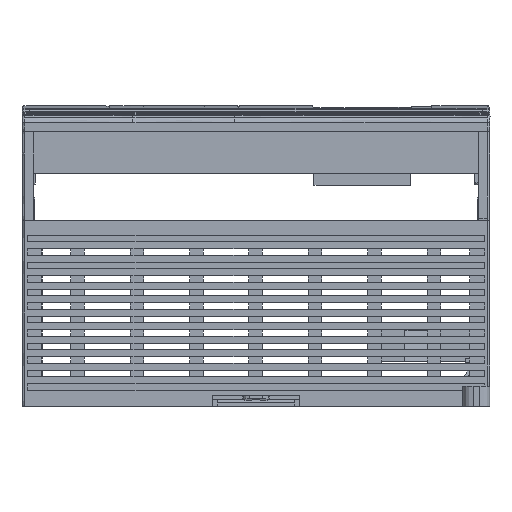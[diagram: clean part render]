
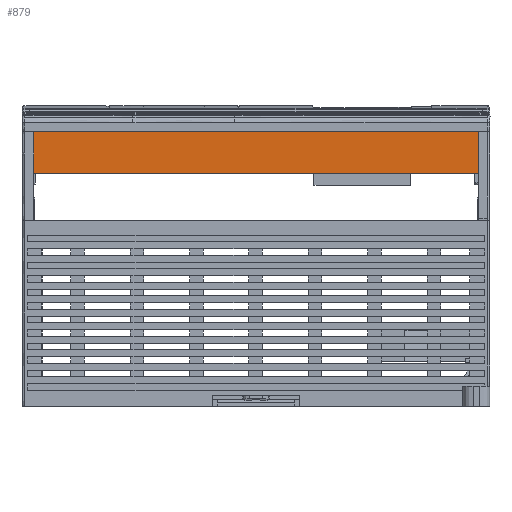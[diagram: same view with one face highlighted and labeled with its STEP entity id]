
A CAD part, front view. The second image highlights one B-rep face of the part: STEP entity #879.
In plain terms, the highlighted free-form (B-spline) face has degree [1, 1] with [2, 2] control points.
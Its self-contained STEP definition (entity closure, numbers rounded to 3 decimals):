
#879=ADVANCED_FACE('',(#4006),#118004,.T.);
#4006=FACE_OUTER_BOUND('',#7155,.T.);
#7155=EDGE_LOOP('',(#12295,#12296,#12297,#12298));
#12295=ORIENTED_EDGE('',*,*,#77439,.F.);
#12296=ORIENTED_EDGE('',*,*,#76707,.F.);
#12297=ORIENTED_EDGE('',*,*,#77444,.T.);
#12298=ORIENTED_EDGE('',*,*,#77398,.F.);
#31214=PCURVE('',#117839,#49507);
#32449=PCURVE('',#117994,#50742);
#32506=PCURVE('',#118003,#50799);
#32514=PCURVE('',#118004,#50807);
#32515=PCURVE('',#118004,#50808);
#32516=PCURVE('',#118004,#50809);
#32517=PCURVE('',#118004,#50810);
#32959=PCURVE('',#118063,#51252);
#49507=DEFINITIONAL_REPRESENTATION('',(#86374),#227583);
#50742=DEFINITIONAL_REPRESENTATION('',(#88111),#227583);
#50799=DEFINITIONAL_REPRESENTATION('',(#88207),#227583);
#50807=DEFINITIONAL_REPRESENTATION('',(#88217),#227583);
#50808=DEFINITIONAL_REPRESENTATION('',(#88218),#227583);
#50809=DEFINITIONAL_REPRESENTATION('',(#88220),#227583);
#50810=DEFINITIONAL_REPRESENTATION('',(#88221),#227583);
#51252=DEFINITIONAL_REPRESENTATION('',(#88824),#227583);
#67559=SURFACE_CURVE('',#86373,(#31214,#32515),.PCURVE_S1.);
#68250=SURFACE_CURVE('',#88110,(#32449,#32517),.PCURVE_S1.);
#68291=SURFACE_CURVE('',#88206,(#32506,#32514),.PCURVE_S1.);
#68296=SURFACE_CURVE('',#88219,(#32516,#32959),.PCURVE_S1.);
#76707=EDGE_CURVE('',#111273,#111274,#67559,.T.);
#77398=EDGE_CURVE('',#111754,#111755,#68250,.T.);
#77439=EDGE_CURVE('',#111274,#111754,#68291,.T.);
#77444=EDGE_CURVE('',#111273,#111755,#68296,.T.);
#86373=B_SPLINE_CURVE_WITH_KNOTS('',1,(#137640,#137641),.UNSPECIFIED.,.F.,
 .F.,(2,2),(-131.9,0.),.UNSPECIFIED.);
#86374=B_SPLINE_CURVE_WITH_KNOTS('',1,(#137642,#137643),.UNSPECIFIED.,.F.,
 .F.,(2,2),(-131.9,0.),.UNSPECIFIED.);
#88110=B_SPLINE_CURVE_WITH_KNOTS('',1,(#144573,#144574),.UNSPECIFIED.,.F.,
 .F.,(2,2),(-131.9,0.),.UNSPECIFIED.);
#88111=B_SPLINE_CURVE_WITH_KNOTS('',1,(#144575,#144576),.UNSPECIFIED.,.F.,
 .F.,(2,2),(-131.9,0.),.UNSPECIFIED.);
#88206=B_SPLINE_CURVE_WITH_KNOTS('',1,(#144795,#144796),.UNSPECIFIED.,.F.,
 .F.,(2,2),(-13.631,0.),.UNSPECIFIED.);
#88207=B_SPLINE_CURVE_WITH_KNOTS('',1,(#144797,#144798),.UNSPECIFIED.,.F.,
 .F.,(2,2),(-13.631,0.),.UNSPECIFIED.);
#88217=B_SPLINE_CURVE_WITH_KNOTS('',1,(#144823,#144824),.UNSPECIFIED.,.F.,
 .F.,(2,2),(-13.631,0.),.UNSPECIFIED.);
#88218=B_SPLINE_CURVE_WITH_KNOTS('',1,(#144825,#144826),.UNSPECIFIED.,.F.,
 .F.,(2,2),(-131.9,0.),.UNSPECIFIED.);
#88219=B_SPLINE_CURVE_WITH_KNOTS('',1,(#144827,#144828),.UNSPECIFIED.,.F.,
 .F.,(2,2),(0.,13.631),.UNSPECIFIED.);
#88220=B_SPLINE_CURVE_WITH_KNOTS('',1,(#144829,#144830),.UNSPECIFIED.,.F.,
 .F.,(2,2),(0.,13.631),.UNSPECIFIED.);
#88221=B_SPLINE_CURVE_WITH_KNOTS('',1,(#144831,#144832),.UNSPECIFIED.,.F.,
 .F.,(2,2),(-131.9,0.),.UNSPECIFIED.);
#88824=B_SPLINE_CURVE_WITH_KNOTS('',1,(#146666,#146667),.UNSPECIFIED.,.F.,
 .F.,(2,2),(0.,13.631),.UNSPECIFIED.);
#111273=VERTEX_POINT('',#132867);
#111274=VERTEX_POINT('',#132868);
#111754=VERTEX_POINT('',#133348);
#111755=VERTEX_POINT('',#133349);
#117839=B_SPLINE_SURFACE_WITH_KNOTS('',1,1,((#120891,#120892),(#120893,
#120894)),.UNSPECIFIED.,.F.,.F.,.F.,(2,2),(2,2),(-4.214,1.09),
(-34.249,129.314),.UNSPECIFIED.);
#117994=B_SPLINE_SURFACE_WITH_KNOTS('',1,1,((#122709,#122710),(#122711,
#122712)),.UNSPECIFIED.,.F.,.F.,.F.,(2,2),(2,2),(-126.43,34.25),
(-1.14,1.86),.UNSPECIFIED.);
#118003=B_SPLINE_SURFACE_WITH_KNOTS('',1,1,((#122763,#122764),(#122765,
#122766)),.UNSPECIFIED.,.F.,.F.,.F.,(2,2),(2,2),(-23.728,0.483),
(-1.129,35.677),.UNSPECIFIED.);
#118004=B_SPLINE_SURFACE_WITH_KNOTS('',1,1,((#122767,#122768),(#122769,
#122770)),.UNSPECIFIED.,.F.,.F.,.F.,(2,2),(2,2),(-17.628,1.15),
(-34.25,126.43),.UNSPECIFIED.);
#118063=B_SPLINE_SURFACE_WITH_KNOTS('',1,1,((#123801,#123802),(#123803,
#123804)),.UNSPECIFIED.,.F.,.F.,.F.,(2,2),(2,2),(-35.677,1.129),
(-0.483,23.727),.UNSPECIFIED.);
#120891=CARTESIAN_POINT('',(-66.727,-83.153,24.41));
#120892=CARTESIAN_POINT('',(96.835,-83.153,24.41));
#120893=CARTESIAN_POINT('',(-66.727,-77.849,24.411));
#120894=CARTESIAN_POINT('',(96.835,-77.849,24.411));
#122709=CARTESIAN_POINT('',(95.395,-82.963,38.04));
#122710=CARTESIAN_POINT('',(95.395,-79.963,38.041));
#122711=CARTESIAN_POINT('',(-65.285,-82.963,38.04));
#122712=CARTESIAN_POINT('',(-65.285,-79.963,38.041));
#122763=CARTESIAN_POINT('',(-50.895,-102.28,6.262));
#122764=CARTESIAN_POINT('',(-50.895,-102.285,43.068));
#122765=CARTESIAN_POINT('',(-50.895,-78.07,6.265));
#122766=CARTESIAN_POINT('',(-50.895,-78.075,43.071));
#122767=CARTESIAN_POINT('',(-65.285,-81.236,40.614));
#122768=CARTESIAN_POINT('',(95.395,-81.236,40.614));
#122769=CARTESIAN_POINT('',(-65.285,-81.069,21.837));
#122770=CARTESIAN_POINT('',(95.395,-81.069,21.837));
#123801=CARTESIAN_POINT('',(81.005,-78.075,43.071));
#123802=CARTESIAN_POINT('',(81.005,-102.285,43.068));
#123803=CARTESIAN_POINT('',(81.005,-78.07,6.265));
#123804=CARTESIAN_POINT('',(81.005,-102.28,6.262));
#132867=CARTESIAN_POINT('',(81.005,-81.092,24.411));
#132868=CARTESIAN_POINT('',(-50.895,-81.092,24.411));
#133348=CARTESIAN_POINT('',(-50.895,-81.213,38.041));
#133349=CARTESIAN_POINT('',(81.005,-81.213,38.041));
#137640=CARTESIAN_POINT('',(81.005,-81.092,24.411));
#137641=CARTESIAN_POINT('',(-50.895,-81.092,24.411));
#137642=CARTESIAN_POINT('',(-2.153,113.483));
#137643=CARTESIAN_POINT('',(-2.153,-18.417));
#144573=CARTESIAN_POINT('',(-50.895,-81.213,38.041));
#144574=CARTESIAN_POINT('',(81.005,-81.213,38.041));
#144575=CARTESIAN_POINT('',(19.86,0.61));
#144576=CARTESIAN_POINT('',(-112.04,0.61));
#144795=CARTESIAN_POINT('',(-50.895,-81.092,24.411));
#144796=CARTESIAN_POINT('',(-50.895,-81.213,38.041));
#144797=CARTESIAN_POINT('',(-2.537,17.017));
#144798=CARTESIAN_POINT('',(-2.656,30.647));
#144823=CARTESIAN_POINT('',(-1.424,-19.86));
#144824=CARTESIAN_POINT('',(-15.054,-19.86));
#144825=CARTESIAN_POINT('',(-1.424,112.04));
#144826=CARTESIAN_POINT('',(-1.424,-19.86));
#144827=CARTESIAN_POINT('',(81.005,-81.092,24.411));
#144828=CARTESIAN_POINT('',(81.005,-81.213,38.041));
#144829=CARTESIAN_POINT('',(-1.424,112.04));
#144830=CARTESIAN_POINT('',(-15.054,112.04));
#144831=CARTESIAN_POINT('',(-15.054,-19.86));
#144832=CARTESIAN_POINT('',(-15.054,112.04));
#146666=CARTESIAN_POINT('',(-17.017,2.537));
#146667=CARTESIAN_POINT('',(-30.647,2.656));
#227583=(
GEOMETRIC_REPRESENTATION_CONTEXT(2)
PARAMETRIC_REPRESENTATION_CONTEXT()
REPRESENTATION_CONTEXT('pspace','')
);
